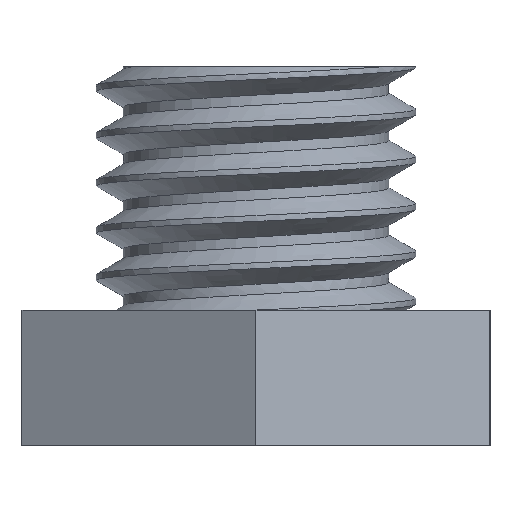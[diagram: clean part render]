
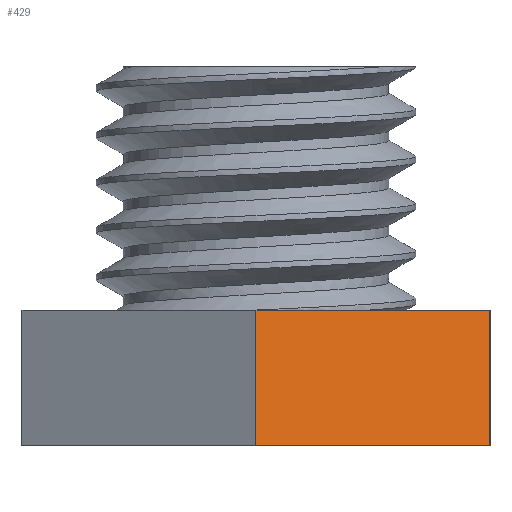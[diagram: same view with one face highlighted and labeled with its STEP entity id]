
A CAD part, left-side view. The second image highlights one B-rep face of the part: STEP entity #429.
In plain terms, the highlighted planar face has unit normal (-0.866, -0.5, 0).
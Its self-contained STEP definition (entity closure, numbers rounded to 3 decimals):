
#18=PLANE('',#470);
#44=FACE_OUTER_BOUND('',#68,.T.);
#68=EDGE_LOOP('',(#362,#363,#364,#365));
#124=LINE('',#2280,#153);
#125=LINE('',#2283,#154);
#126=LINE('',#2285,#155);
#127=LINE('',#2286,#156);
#153=VECTOR('',#533,10.);
#154=VECTOR('',#536,10.);
#155=VECTOR('',#537,10.);
#156=VECTOR('',#538,10.);
#198=VERTEX_POINT('',#2273);
#201=VERTEX_POINT('',#2278);
#202=VERTEX_POINT('',#2282);
#203=VERTEX_POINT('',#2284);
#258=EDGE_CURVE('',#198,#201,#124,.T.);
#259=EDGE_CURVE('',#202,#198,#125,.T.);
#260=EDGE_CURVE('',#203,#201,#126,.T.);
#261=EDGE_CURVE('',#202,#203,#127,.T.);
#362=ORIENTED_EDGE('',*,*,#259,.T.);
#363=ORIENTED_EDGE('',*,*,#258,.T.);
#364=ORIENTED_EDGE('',*,*,#260,.F.);
#365=ORIENTED_EDGE('',*,*,#261,.F.);
#429=ADVANCED_FACE('',(#44),#18,.T.);
#470=AXIS2_PLACEMENT_3D('',#2281,#534,#535);
#533=DIRECTION('',(0.,0.,1.));
#534=DIRECTION('center_axis',(-0.866,-0.5,0.));
#535=DIRECTION('ref_axis',(0.5,-0.866,0.));
#536=DIRECTION('',(0.5,-0.866,0.));
#537=DIRECTION('',(0.5,-0.866,0.));
#538=DIRECTION('',(0.,0.,1.));
#2273=CARTESIAN_POINT('',(-5.,-8.66,0.));
#2278=CARTESIAN_POINT('',(-5.,-8.66,5.));
#2280=CARTESIAN_POINT('',(-5.,-8.66,0.));
#2281=CARTESIAN_POINT('Origin',(-10.,0.,0.));
#2282=CARTESIAN_POINT('',(-10.,0.,0.));
#2283=CARTESIAN_POINT('',(-10.,0.,0.));
#2284=CARTESIAN_POINT('',(-10.,0.,5.));
#2285=CARTESIAN_POINT('',(-10.,0.,5.));
#2286=CARTESIAN_POINT('',(-10.,0.,0.));
